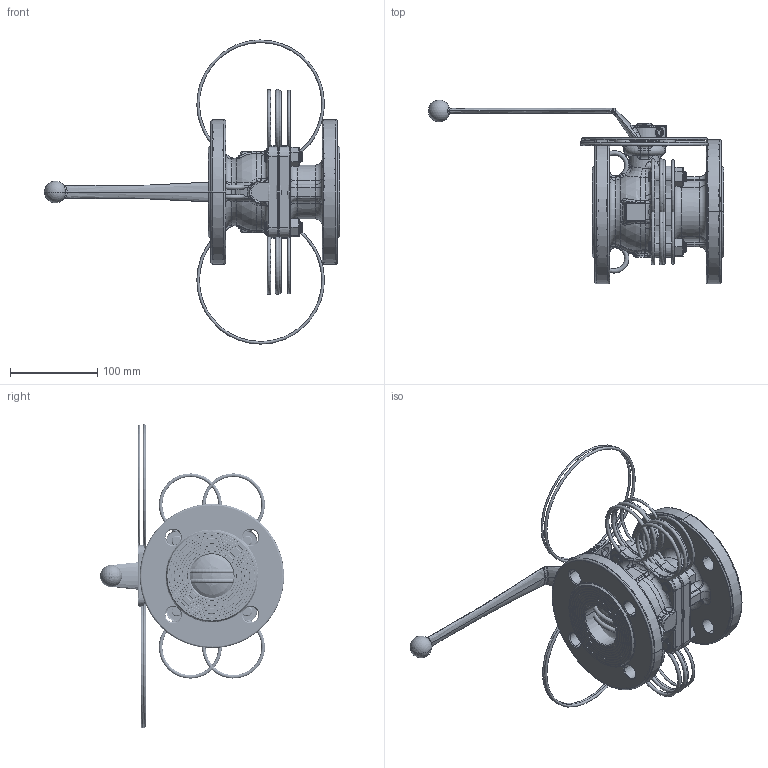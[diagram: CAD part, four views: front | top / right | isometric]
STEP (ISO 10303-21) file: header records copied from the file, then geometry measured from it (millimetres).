
FILE_DESCRIPTION((''),'2;1');
FILE_NAME('2019D-DN050-A01-01_ASM','2014-06-30T',('Administrator'),(''),'PRO/ENGINEER BY PARAMETRIC TECHNOLOGY CORPORATION, 2011080','PRO/ENGINEER BY PARAMETRIC TECHNOLOGY CORPORATION, 2011080','');
FILE_SCHEMA(('CONFIG_CONTROL_DESIGN'));
Products named in the file (15): 2019D050-M01; 2019D050-003; 2019D050-M02; 028-G011; 026-G006; 2019D050-012; 2019D040XINBASHOU; 2019D050-004; 029-G027; 026-G002; 2019D050-018; 026-G014; 2019D050-015; 2019D050-022; 2019D-DN050-A01-01_ASM
Assembly tree (20 placements, depth 2):
  2019D-DN050-A01-01_ASM
    2019D050-M01
    2019D050-003
    2019D050-M02
    028-G011  x4
    026-G006  x4
    2019D050-012
    2019D040XINBASHOU
    2019D050-004
    029-G027
    026-G002
    2019D050-018
    026-G014
    2019D050-015
    2019D050-022
Bounding box: 338 x 210.5 x 348 mm (x, y, z)
Surface area: 511672.3 mm2 (no closed solid volume)
Topology: 0 solids, 0 shells, 1920 faces, 10060 edges, 9893 vertices
Faces by surface type: bspline 1655, torus 233, sphere 32
Entity records: 221358 total; most frequent: CARTESIAN_POINT 152785, DIRECTION 10088, DEFINITIONAL_REPRESENTATION 8206, PCURVE 8206, COMPOSITE_CURVE_SEGMENT 8206, TRIMMED_CURVE 8075, VECTOR 6658, LINE 6658
